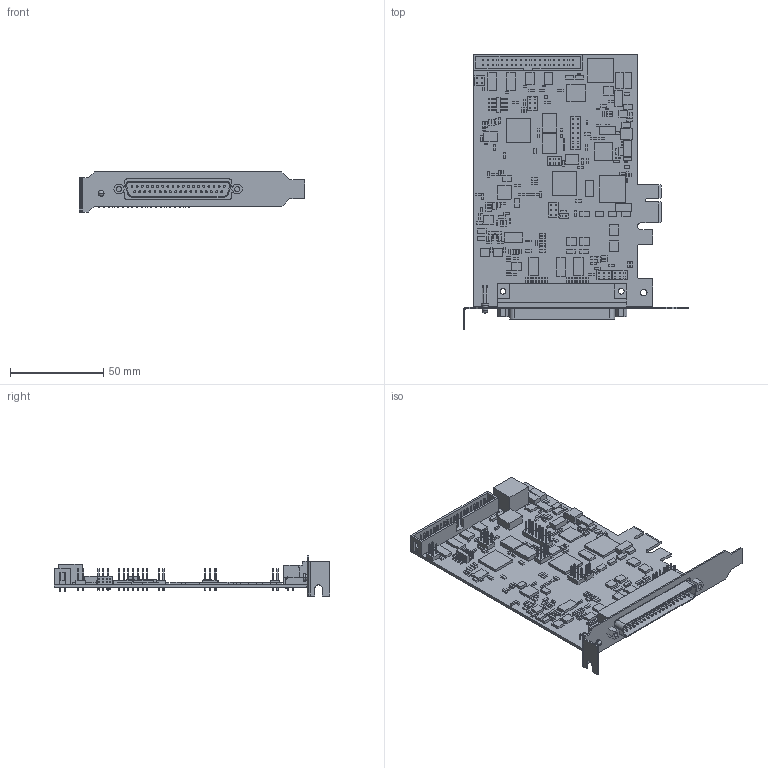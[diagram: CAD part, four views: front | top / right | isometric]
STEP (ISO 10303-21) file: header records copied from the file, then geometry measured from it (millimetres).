
FILE_DESCRIPTION (( 'STEP AP203' ), '1' );
FILE_NAME ('L-502.STEP', '2021-08-26T09:15:01', ( '' ), ( '' ), 'SwSTEP 2.0', 'SolidWorks 2019', '' );
FILE_SCHEMA (( 'CONFIG_CONTROL_DESIGN' ));
Length unit declared in the file: millimetre
Products named in the file (1): L-502
Bounding box: 121 x 147.75 x 21.5 mm (x, y, z)
Volume: 40261.1 mm3; surface area: 46244.3 mm2
Topology: 14 solids, 22 shells, 2575 faces, 6157 edges, 4102 vertices
Faces by surface type: plane 2364, cylinder 205, torus 4, sphere 2
Entity records: 73457 total; most frequent: CARTESIAN_POINT 12829, ORIENTED_EDGE 12306, DIRECTION 11728, EDGE_CURVE 6153, VECTOR 5730, LINE 5730, VERTEX_POINT 4100, EDGE_LOOP 3093
